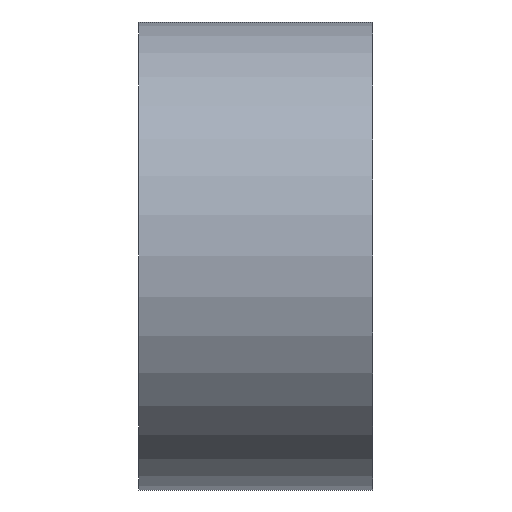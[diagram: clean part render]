
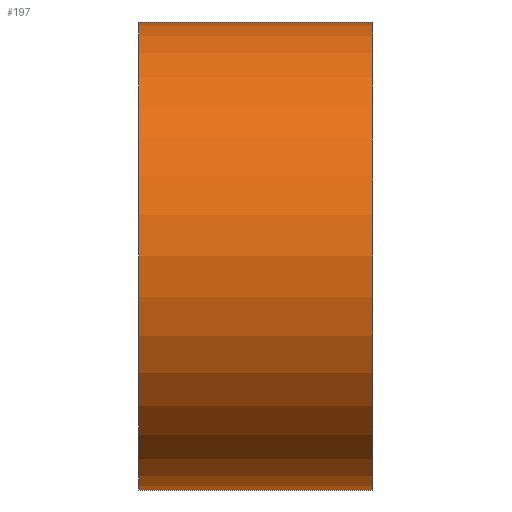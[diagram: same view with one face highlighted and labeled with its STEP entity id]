
A CAD part, front view. The second image highlights one B-rep face of the part: STEP entity #197.
In plain terms, the highlighted cylindrical face has radius 12 mm (diameter 24 mm), a partial arc.
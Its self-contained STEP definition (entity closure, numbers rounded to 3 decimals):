
#14=CARTESIAN_POINT('',(0.,-30.,12.));
#15=DIRECTION('',(1.,0.,0.));
#16=DIRECTION('',(0.,0.,1.));
#17=AXIS2_PLACEMENT_3D('',#14,#15,#16);
#39=DIRECTION('',(1.,0.,0.));
#40=VECTOR('',#39,12.);
#41=CARTESIAN_POINT('',(0.,-30.,0.));
#42=LINE('',#41,#40);
#43=DIRECTION('',(1.,0.,0.));
#44=VECTOR('',#43,12.);
#45=CARTESIAN_POINT('',(0.,-30.,24.));
#46=LINE('',#45,#44);
#59=CARTESIAN_POINT('',(12.,-30.,12.));
#60=DIRECTION('',(1.,0.,0.));
#61=DIRECTION('',(0.,0.,1.));
#62=AXIS2_PLACEMENT_3D('',#59,#60,#61);
#109=CARTESIAN_POINT('',(0.,-30.,0.));
#111=VERTEX_POINT('',#109);
#115=CARTESIAN_POINT('',(0.,-30.,24.));
#116=VERTEX_POINT('',#115);
#117=CARTESIAN_POINT('',(12.,-30.,0.));
#119=VERTEX_POINT('',#117);
#123=CARTESIAN_POINT('',(12.,-30.,24.));
#124=VERTEX_POINT('',#123);
#184=CARTESIAN_POINT('',(0.,-30.,12.));
#185=DIRECTION('',(1.,0.,0.));
#186=DIRECTION('',(0.,1.,0.));
#187=AXIS2_PLACEMENT_3D('',#184,#185,#186);
#188=CYLINDRICAL_SURFACE('',#187,12.);
#189=ORIENTED_EDGE('',*,*,#152,.F.);
#191=ORIENTED_EDGE('',*,*,#190,.T.);
#193=ORIENTED_EDGE('',*,*,#192,.T.);
#194=ORIENTED_EDGE('',*,*,#175,.F.);
#195=EDGE_LOOP('',(#189,#191,#193,#194));
#196=FACE_OUTER_BOUND('',#195,.F.);
#197=ADVANCED_FACE('',(#196),#188,.T.);
#18=CIRCLE('',#17,12.);
#63=CIRCLE('',#62,12.);
#152=EDGE_CURVE('',#116,#111,#18,.T.);
#175=EDGE_CURVE('',#111,#119,#42,.T.);
#190=EDGE_CURVE('',#116,#124,#46,.T.);
#192=EDGE_CURVE('',#124,#119,#63,.T.);
